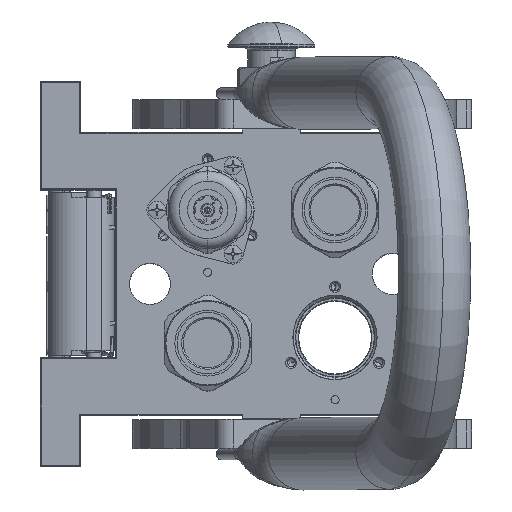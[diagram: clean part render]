
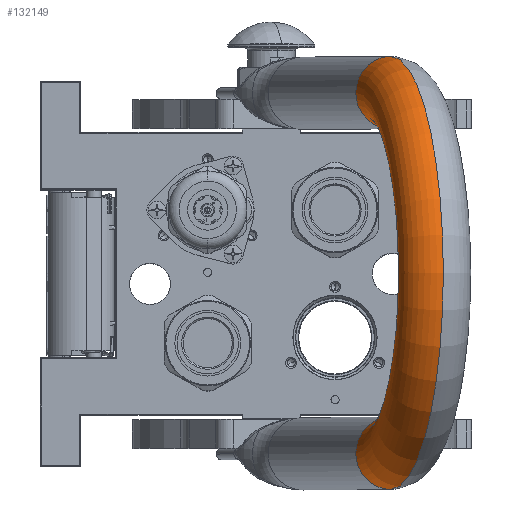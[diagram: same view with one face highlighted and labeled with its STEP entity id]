
A CAD part, top view. The second image highlights one B-rep face of the part: STEP entity #132149.
In plain terms, the highlighted toroidal (fillet/blend) face has major radius 62.25 mm and minor radius 12.5 mm.
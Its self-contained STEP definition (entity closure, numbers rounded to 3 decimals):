
#876 = EDGE_CURVE ( 'NONE', #125041, #62141, #60800, .T. ) ;
#1930 = DIRECTION ( 'NONE',  ( -1., 0., 0. ) ) ;
#2052 = CARTESIAN_POINT ( 'NONE',  ( 74.75, 0., 125.25 ) ) ;
#14117 = EDGE_CURVE ( 'NONE', #129459, #110917, #110363, .T. ) ;
#18624 = DIRECTION ( 'NONE',  ( 1., 0., 0. ) ) ;
#20597 = ORIENTED_EDGE ( 'NONE', *, *, #30789, .F. ) ;
#22053 = DIRECTION ( 'NONE',  ( 0., 1., 0. ) ) ;
#26674 = DIRECTION ( 'NONE',  ( -1., 0., 0. ) ) ;
#30789 = EDGE_CURVE ( 'NONE', #62141, #110917, #37135, .T. ) ;
#32834 = ORIENTED_EDGE ( 'NONE', *, *, #876, .F. ) ;
#37135 = CIRCLE ( 'NONE', #54338, 12.5 ) ;
#38150 = AXIS2_PLACEMENT_3D ( 'NONE', #68898, #96405, #26674 ) ;
#42220 = EDGE_CURVE ( 'NONE', #125041, #129459, #44019, .T. ) ;
#44019 = CIRCLE ( 'NONE', #115442, 12.5 ) ;
#44964 = CARTESIAN_POINT ( 'NONE',  ( 0., 0., 125.25 ) ) ;
#54338 = AXIS2_PLACEMENT_3D ( 'NONE', #107325, #141975, #1930 ) ;
#55312 = CARTESIAN_POINT ( 'NONE',  ( 0., 0., 125.25 ) ) ;
#55834 = DIRECTION ( 'NONE',  ( 0., 1., 0. ) ) ;
#57265 = EDGE_LOOP ( 'NONE', ( #58239, #20597, #32834, #63719 ) ) ;
#58239 = ORIENTED_EDGE ( 'NONE', *, *, #14117, .T. ) ;
#60800 = CIRCLE ( 'NONE', #130191, 49.75 ) ;
#62141 = VERTEX_POINT ( 'NONE', #109649 ) ;
#63719 = ORIENTED_EDGE ( 'NONE', *, *, #42220, .T. ) ;
#66439 = CARTESIAN_POINT ( 'NONE',  ( -62.25, 0., 125.25 ) ) ;
#68052 = DIRECTION ( 'NONE',  ( 1., 0., 0. ) ) ;
#68898 = CARTESIAN_POINT ( 'NONE',  ( 0., 0., 125.25 ) ) ;
#79643 = AXIS2_PLACEMENT_3D ( 'NONE', #55312, #55834, #68052 ) ;
#81413 = CARTESIAN_POINT ( 'NONE',  ( -49.75, 0., 125.25 ) ) ;
#89340 = DIRECTION ( 'NONE',  ( 0., 0., 1. ) ) ;
#96405 = DIRECTION ( 'NONE',  ( 0., 1., 0. ) ) ;
#102521 = DIRECTION ( 'NONE',  ( -1., 0., 0. ) ) ;
#107325 = CARTESIAN_POINT ( 'NONE',  ( 62.25, 0., 125.25 ) ) ;
#109649 = CARTESIAN_POINT ( 'NONE',  ( 49.75, 0., 125.25 ) ) ;
#110363 = CIRCLE ( 'NONE', #38150, 74.75 ) ;
#110917 = VERTEX_POINT ( 'NONE', #2052 ) ;
#115442 = AXIS2_PLACEMENT_3D ( 'NONE', #66439, #89340, #18624 ) ;
#121236 = CARTESIAN_POINT ( 'NONE',  ( -74.75, 0., 125.25 ) ) ;
#125041 = VERTEX_POINT ( 'NONE', #81413 ) ;
#129459 = VERTEX_POINT ( 'NONE', #121236 ) ;
#130191 = AXIS2_PLACEMENT_3D ( 'NONE', #44964, #22053, #102521 ) ;
#130665 = FACE_OUTER_BOUND ( 'NONE', #57265, .T. ) ;
#132149 = ADVANCED_FACE ( 'NONE', ( #130665 ), #148869, .T. ) ;
#141975 = DIRECTION ( 'NONE',  ( 0., 0., -1. ) ) ;
#148869 = TOROIDAL_SURFACE ( 'NONE', #79643, 62.25, 12.5 ) ;
